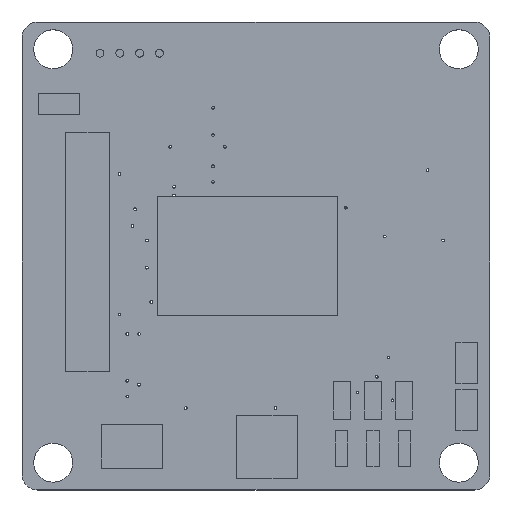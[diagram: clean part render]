
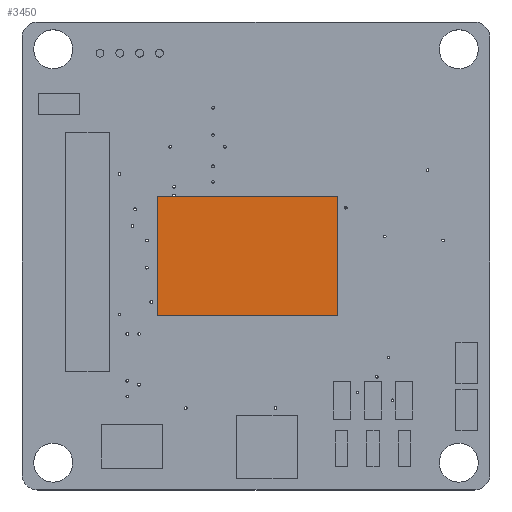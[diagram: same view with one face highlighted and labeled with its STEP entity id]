
A CAD part, top view. The second image highlights one B-rep face of the part: STEP entity #3450.
In plain terms, the highlighted planar face has unit normal (0, 0, 1).
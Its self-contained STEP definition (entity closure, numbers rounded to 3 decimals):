
#377=PLANE('',#3937);
#547=FACE_OUTER_BOUND('',#881,.T.);
#881=EDGE_LOOP('',(#3035,#3036,#3037,#3038));
#1099=LINE('',#5727,#1371);
#1100=LINE('',#5729,#1372);
#1101=LINE('',#5731,#1373);
#1102=LINE('',#5732,#1374);
#1371=VECTOR('',#4768,10.);
#1372=VECTOR('',#4769,10.);
#1373=VECTOR('',#4770,10.);
#1374=VECTOR('',#4771,10.);
#1865=VERTEX_POINT('',#5725);
#1866=VERTEX_POINT('',#5726);
#1867=VERTEX_POINT('',#5728);
#1868=VERTEX_POINT('',#5730);
#2267=EDGE_CURVE('',#1865,#1866,#1099,.T.);
#2268=EDGE_CURVE('',#1866,#1867,#1100,.T.);
#2269=EDGE_CURVE('',#1867,#1868,#1101,.T.);
#2270=EDGE_CURVE('',#1868,#1865,#1102,.T.);
#3035=ORIENTED_EDGE('',*,*,#2267,.T.);
#3036=ORIENTED_EDGE('',*,*,#2268,.T.);
#3037=ORIENTED_EDGE('',*,*,#2269,.T.);
#3038=ORIENTED_EDGE('',*,*,#2270,.T.);
#3450=ADVANCED_FACE('',(#547),#377,.T.);
#3937=AXIS2_PLACEMENT_3D('',#5724,#4766,#4767);
#4766=DIRECTION('center_axis',(0.,0.,1.));
#4767=DIRECTION('ref_axis',(1.,0.,0.));
#4768=DIRECTION('',(0.,1.,0.));
#4769=DIRECTION('',(-1.,0.,0.));
#4770=DIRECTION('',(0.,-1.,0.));
#4771=DIRECTION('',(1.,0.,0.));
#5724=CARTESIAN_POINT('Origin',(0.598,0.,0.1));
#5725=CARTESIAN_POINT('',(12.15,-7.655,0.1));
#5726=CARTESIAN_POINT('',(12.15,7.655,0.1));
#5727=CARTESIAN_POINT('',(12.15,0.,0.1));
#5728=CARTESIAN_POINT('',(-10.955,7.655,0.1));
#5729=CARTESIAN_POINT('',(0.598,7.655,0.1));
#5730=CARTESIAN_POINT('',(-10.955,-7.655,0.1));
#5731=CARTESIAN_POINT('',(-10.955,0.,0.1));
#5732=CARTESIAN_POINT('',(0.598,-7.655,0.1));
